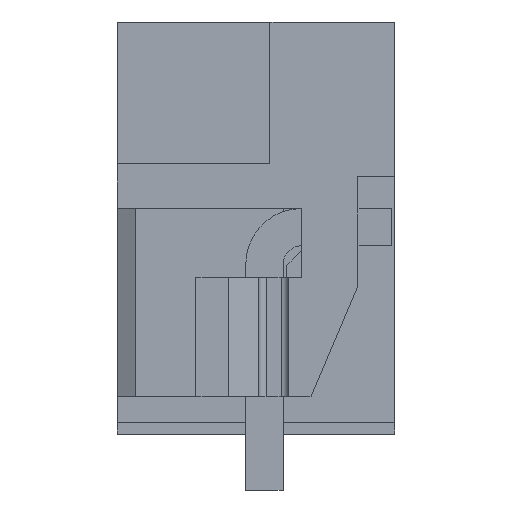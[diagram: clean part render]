
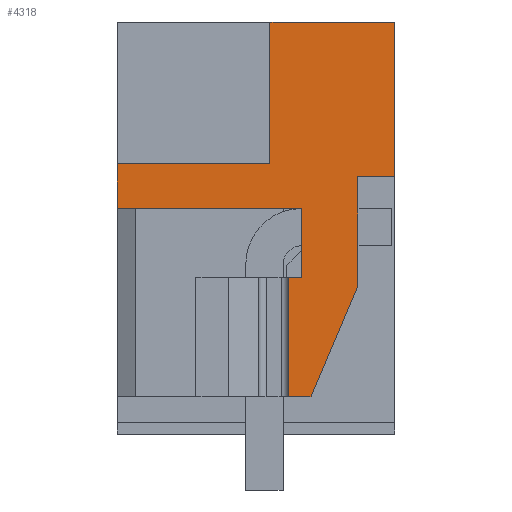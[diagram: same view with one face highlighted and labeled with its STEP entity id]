
A CAD part, left-side view. The second image highlights one B-rep face of the part: STEP entity #4318.
In plain terms, the highlighted planar face has unit normal (-1, 0, 0).
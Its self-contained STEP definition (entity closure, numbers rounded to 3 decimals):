
#4235=AXIS2_PLACEMENT_3D('Plane Axis2P3D',#4232,#4233,#4234) ;
#296=CARTESIAN_POINT('Vertex',(0.,7.45,7.55)) ;
#299=CARTESIAN_POINT('Line Origine',(0.,7.45,8.15)) ;
#303=CARTESIAN_POINT('Vertex',(0.,7.45,8.75)) ;
#4068=CARTESIAN_POINT('Vertex',(0.,2.25,2.5)) ;
#4071=CARTESIAN_POINT('Line Origine',(0.,2.55,2.5)) ;
#4075=CARTESIAN_POINT('Vertex',(0.,2.85,2.5)) ;
#4210=CARTESIAN_POINT('Vertex',(0.,2.5,7.55)) ;
#4213=CARTESIAN_POINT('Line Origine',(0.,4.975,7.55)) ;
#4232=CARTESIAN_POINT('Axis2P3D Location',(0.,1.575,12.55)) ;
#4237=CARTESIAN_POINT('Line Origine',(0.,2.5,6.625)) ;
#4241=CARTESIAN_POINT('Vertex',(0.,2.5,5.7)) ;
#4244=CARTESIAN_POINT('Line Origine',(0.,2.675,5.7)) ;
#4248=CARTESIAN_POINT('Vertex',(0.,2.85,5.7)) ;
#4251=CARTESIAN_POINT('Line Origine',(0.,2.85,4.1)) ;
#4256=CARTESIAN_POINT('Line Origine',(0.,1.623,3.979)) ;
#4260=CARTESIAN_POINT('Vertex',(0.,0.997,5.458)) ;
#4263=CARTESIAN_POINT('Line Origine',(0.,0.997,6.929)) ;
#4267=CARTESIAN_POINT('Vertex',(0.,0.997,8.4)) ;
#4270=CARTESIAN_POINT('Line Origine',(0.,0.498,8.4)) ;
#4274=CARTESIAN_POINT('Vertex',(0.,0.,8.4)) ;
#4277=CARTESIAN_POINT('Line Origine',(0.,0.,10.475)) ;
#4281=CARTESIAN_POINT('Vertex',(0.,0.,12.55)) ;
#4284=CARTESIAN_POINT('Line Origine',(0.,1.675,12.55)) ;
#4288=CARTESIAN_POINT('Vertex',(0.,3.35,12.55)) ;
#4291=CARTESIAN_POINT('Line Origine',(0.,3.35,10.65)) ;
#4295=CARTESIAN_POINT('Vertex',(0.,3.35,8.75)) ;
#4298=CARTESIAN_POINT('Line Origine',(0.,5.4,8.75)) ;
#300=DIRECTION('Vector Direction',(0.,0.,-1.)) ;
#4072=DIRECTION('Vector Direction',(0.,-1.,0.)) ;
#4214=DIRECTION('Vector Direction',(0.,1.,0.)) ;
#4233=DIRECTION('Axis2P3D Direction',(-1.,0.,-0.)) ;
#4234=DIRECTION('Axis2P3D XDirection',(0.,1.,0.)) ;
#4238=DIRECTION('Vector Direction',(0.,0.,-1.)) ;
#4245=DIRECTION('Vector Direction',(0.,1.,0.)) ;
#4252=DIRECTION('Vector Direction',(0.,0.,-1.)) ;
#4257=DIRECTION('Vector Direction',(0.,0.39,-0.921)) ;
#4264=DIRECTION('Vector Direction',(0.,0.,1.)) ;
#4271=DIRECTION('Vector Direction',(0.,-1.,0.)) ;
#4278=DIRECTION('Vector Direction',(0.,0.,1.)) ;
#4285=DIRECTION('Vector Direction',(0.,1.,0.)) ;
#4292=DIRECTION('Vector Direction',(0.,0.,-1.)) ;
#4299=DIRECTION('Vector Direction',(0.,-1.,0.)) ;
#301=VECTOR('Line Direction',#300,1.) ;
#4073=VECTOR('Line Direction',#4072,1.) ;
#4215=VECTOR('Line Direction',#4214,1.) ;
#4239=VECTOR('Line Direction',#4238,1.) ;
#4246=VECTOR('Line Direction',#4245,1.) ;
#4253=VECTOR('Line Direction',#4252,1.) ;
#4258=VECTOR('Line Direction',#4257,1.) ;
#4265=VECTOR('Line Direction',#4264,1.) ;
#4272=VECTOR('Line Direction',#4271,1.) ;
#4279=VECTOR('Line Direction',#4278,1.) ;
#4286=VECTOR('Line Direction',#4285,1.) ;
#4293=VECTOR('Line Direction',#4292,1.) ;
#4300=VECTOR('Line Direction',#4299,1.) ;
#4304=ORIENTED_EDGE('',*,*,#305,.T.) ;
#4305=ORIENTED_EDGE('',*,*,#4217,.F.) ;
#4306=ORIENTED_EDGE('',*,*,#4243,.T.) ;
#4307=ORIENTED_EDGE('',*,*,#4250,.T.) ;
#4308=ORIENTED_EDGE('',*,*,#4255,.T.) ;
#4309=ORIENTED_EDGE('',*,*,#4077,.T.) ;
#4310=ORIENTED_EDGE('',*,*,#4262,.F.) ;
#4311=ORIENTED_EDGE('',*,*,#4269,.T.) ;
#4312=ORIENTED_EDGE('',*,*,#4276,.T.) ;
#4313=ORIENTED_EDGE('',*,*,#4283,.T.) ;
#4314=ORIENTED_EDGE('',*,*,#4290,.T.) ;
#4315=ORIENTED_EDGE('',*,*,#4297,.T.) ;
#4316=ORIENTED_EDGE('',*,*,#4302,.F.) ;
#4318=ADVANCED_FACE('HOUSING',(#4317),#4236,.T.) ;
#305=EDGE_CURVE('',#304,#297,#302,.T.) ;
#4077=EDGE_CURVE('',#4076,#4069,#4074,.T.) ;
#4217=EDGE_CURVE('',#4211,#297,#4216,.T.) ;
#4243=EDGE_CURVE('',#4211,#4242,#4240,.T.) ;
#4250=EDGE_CURVE('',#4242,#4249,#4247,.T.) ;
#4255=EDGE_CURVE('',#4249,#4076,#4254,.T.) ;
#4262=EDGE_CURVE('',#4261,#4069,#4259,.T.) ;
#4269=EDGE_CURVE('',#4261,#4268,#4266,.T.) ;
#4276=EDGE_CURVE('',#4268,#4275,#4273,.T.) ;
#4283=EDGE_CURVE('',#4275,#4282,#4280,.T.) ;
#4290=EDGE_CURVE('',#4282,#4289,#4287,.T.) ;
#4297=EDGE_CURVE('',#4289,#4296,#4294,.T.) ;
#4302=EDGE_CURVE('',#304,#4296,#4301,.T.) ;
#4303=EDGE_LOOP('',(#4304,#4305,#4306,#4307,#4308,#4309,#4310,#4311,#4312,#4313,#4314,#4315,#4316)) ;
#4317=FACE_OUTER_BOUND('',#4303,.T.) ;
#302=LINE('Line',#299,#301) ;
#4074=LINE('Line',#4071,#4073) ;
#4216=LINE('Line',#4213,#4215) ;
#4240=LINE('Line',#4237,#4239) ;
#4247=LINE('Line',#4244,#4246) ;
#4254=LINE('Line',#4251,#4253) ;
#4259=LINE('Line',#4256,#4258) ;
#4266=LINE('Line',#4263,#4265) ;
#4273=LINE('Line',#4270,#4272) ;
#4280=LINE('Line',#4277,#4279) ;
#4287=LINE('Line',#4284,#4286) ;
#4294=LINE('Line',#4291,#4293) ;
#4301=LINE('Line',#4298,#4300) ;
#4236=PLANE('',#4235) ;
#297=VERTEX_POINT('',#296) ;
#304=VERTEX_POINT('',#303) ;
#4069=VERTEX_POINT('',#4068) ;
#4076=VERTEX_POINT('',#4075) ;
#4211=VERTEX_POINT('',#4210) ;
#4242=VERTEX_POINT('',#4241) ;
#4249=VERTEX_POINT('',#4248) ;
#4261=VERTEX_POINT('',#4260) ;
#4268=VERTEX_POINT('',#4267) ;
#4275=VERTEX_POINT('',#4274) ;
#4282=VERTEX_POINT('',#4281) ;
#4289=VERTEX_POINT('',#4288) ;
#4296=VERTEX_POINT('',#4295) ;
